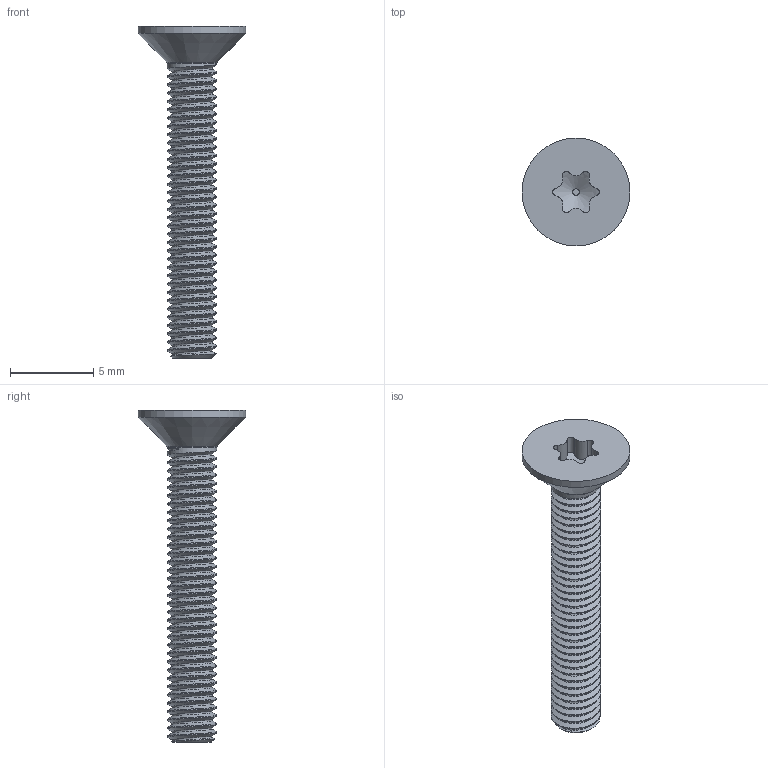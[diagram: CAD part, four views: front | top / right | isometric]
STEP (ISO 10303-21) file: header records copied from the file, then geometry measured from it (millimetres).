
FILE_DESCRIPTION(('FreeCAD Model'),'2;1');
FILE_NAME('Open CASCADE Shape Model','2024-10-20T10:39:42',(''),(''), 'Open CASCADE STEP processor 7.6','FreeCAD','Unknown');
FILE_SCHEMA(('AUTOMOTIVE_DESIGN { 1 0 10303 214 1 1 1 1 }'));
Length unit declared in the file: millimetre
Products named in the file (1): M3x20-Screw
Bounding box: 6.5 x 6.5 x 20 mm (x, y, z)
Volume: 142.6 mm3; surface area: 347.1 mm2
Topology: 1 solids, 1 shells, 165 faces, 343 edges, 181 vertices
Faces by surface type: bspline 108, cylinder 48, plane 4, cone 4, revolution 1
Full cylindrical faces by diameter (mm): 3 x34, 6.5 x1
Entity records: 34374 total; most frequent: CARTESIAN_POINT 28848, ORIENTED_EDGE 686, PCURVE 686, DEFINITIONAL_REPRESENTATION 686, B_SPLINE_CURVE_WITH_KNOTS 562, DIRECTION 535, LINE 357, VECTOR 357
